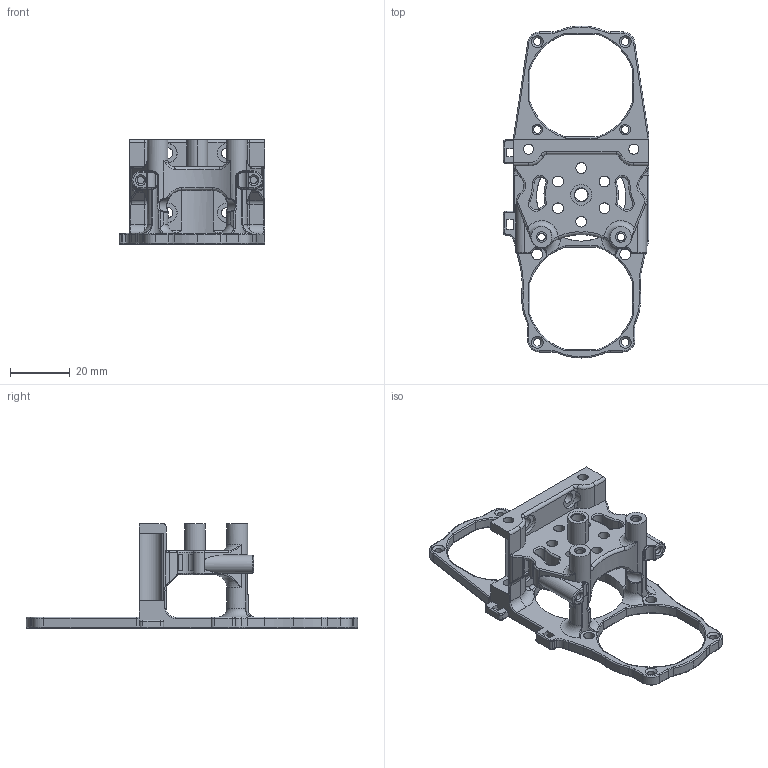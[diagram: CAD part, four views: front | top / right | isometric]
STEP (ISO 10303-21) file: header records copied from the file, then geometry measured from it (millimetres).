
FILE_DESCRIPTION(/* description */ (''),/* implementation_level */ '2;1');
FILE_NAME(/* name */ 'Takeoff Mainbody v5.step',/* time_stamp */ '2024-07-14T16:46:58-04:00',/* author */ (''),/* organization */ (''),/* preprocessor_version */ 'ST-DEVELOPER v20',/* originating_system */ 'Autodesk Translation Framework v13.14.0.145',/* authorisation */ '');
FILE_SCHEMA (('AUTOMOTIVE_DESIGN { 1 0 10303 214 3 1 1 }'));
Length unit declared in the file: millimetre
Products named in the file (1): (Unsaved)
Bounding box: 48.9 x 111.4 x 35.03 mm (x, y, z)
Volume: 22590.3 mm3; surface area: 15664 mm2
Topology: 1 solids, 1 shells, 574 faces, 1444 edges, 865 vertices
Faces by surface type: cylinder 235, torus 139, plane 94, bspline 89, cone 13, sphere 4
Full cylindrical faces by diameter (mm): 2.4 x2, 2.5 x6, 2.529 x2, 3.4 x2, 3.6 x12, 3.7 x2, 4.3 x1, 6.5 x6, 7 x2, 30 x1
Entity records: 22092 total; most frequent: CARTESIAN_POINT 8477, ORIENTED_EDGE 2880, DIRECTION 2858, EDGE_CURVE 1440, AXIS2_PLACEMENT_3D 1200, VERTEX_POINT 865, CIRCLE 664, EDGE_LOOP 643
